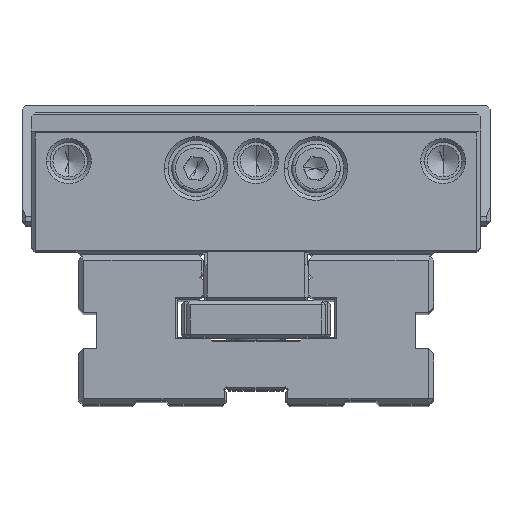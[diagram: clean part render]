
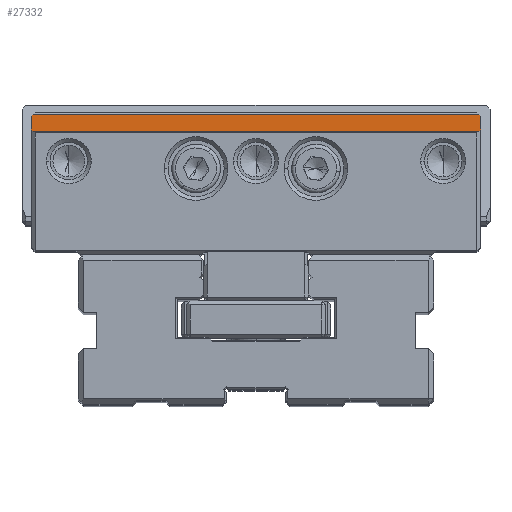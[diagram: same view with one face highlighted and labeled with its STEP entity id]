
A CAD part, top view. The second image highlights one B-rep face of the part: STEP entity #27332.
In plain terms, the highlighted face is planar.
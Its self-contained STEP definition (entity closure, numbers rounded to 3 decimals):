
#2511 = VERTEX_POINT ( 'NONE', #10028 ) ;
#2512 = VERTEX_POINT ( 'NONE', #10027 ) ;
#2542 = VERTEX_POINT ( 'NONE', #9990 ) ;
#2548 = VERTEX_POINT ( 'NONE', #9984 ) ;
#7743 = EDGE_LOOP ( 'NONE', ( #30506, #30507, #30508, #30509, #30510, #30511 ) ) ;
#9984 = CARTESIAN_POINT ( 'NONE',  ( 59.5, 41.5, -72. ) ) ;
#9990 = CARTESIAN_POINT ( 'NONE',  ( -59.5, 41.5, -72. ) ) ;
#10027 = CARTESIAN_POINT ( 'NONE',  ( -60., 37., -72. ) ) ;
#10028 = CARTESIAN_POINT ( 'NONE',  ( -60., 41., -72. ) ) ;
#12208 = EDGE_CURVE ( 'NONE', #13771, #13772, #18382, .T. ) ;
#12243 = EDGE_CURVE ( 'NONE', #2511, #2512, #18451, .T. ) ;
#13771 = VERTEX_POINT ( 'NONE', #16843 ) ;
#13772 = VERTEX_POINT ( 'NONE', #16832 ) ;
#16180 = CARTESIAN_POINT ( 'NONE',  ( 60., 42., -72. ) ) ;
#16196 = DIRECTION ( 'NONE',  ( 0., -1., 0. ) ) ;
#16396 = CARTESIAN_POINT ( 'NONE',  ( -60., 42., -72. ) ) ;
#16398 = DIRECTION ( 'NONE',  ( 0., -1., 0. ) ) ;
#16832 = CARTESIAN_POINT ( 'NONE',  ( 60., 37., -72. ) ) ;
#16843 = CARTESIAN_POINT ( 'NONE',  ( 60., 41., -72. ) ) ;
#18382 = LINE ( 'NONE', #16180, #18391 ) ;
#18391 = VECTOR ( 'NONE', #16196, 1000. ) ;
#18451 = LINE ( 'NONE', #16396, #18454 ) ;
#18454 = VECTOR ( 'NONE', #16398, 1000. ) ;
#21600 = FACE_OUTER_BOUND ( 'NONE', #7743, .T. ) ;
#27332 = ADVANCED_FACE ( 'NONE', ( #21600 ), #27578, .F. ) ;
#27578 = PLANE ( 'NONE',  #34683 ) ;
#27579 = CARTESIAN_POINT ( 'NONE',  ( -60., 42., -72. ) ) ;
#27584 = DIRECTION ( 'NONE',  ( 0., 0., 1. ) ) ;
#27585 = DIRECTION ( 'NONE',  ( 1., 0., 0. ) ) ;
#28166 = CARTESIAN_POINT ( 'NONE',  ( -60., 37., -72. ) ) ;
#28167 = DIRECTION ( 'NONE',  ( 1., 0., 0. ) ) ;
#28168 = CARTESIAN_POINT ( 'NONE',  ( -59., 42., -72. ) ) ;
#28169 = DIRECTION ( 'NONE',  ( 0.707, 0.707, 0. ) ) ;
#28170 = CARTESIAN_POINT ( 'NONE',  ( 60., 41.5, -72. ) ) ;
#28171 = DIRECTION ( 'NONE',  ( 1., 0., 0. ) ) ;
#28172 = CARTESIAN_POINT ( 'NONE',  ( 60., 41., -72. ) ) ;
#28173 = DIRECTION ( 'NONE',  ( 0.707, -0.707, 0. ) ) ;
#28508 = LINE ( 'NONE', #28166, #28511 ) ;
#28510 = LINE ( 'NONE', #28168, #28513 ) ;
#28511 = VECTOR ( 'NONE', #28167, 1000. ) ;
#28512 = LINE ( 'NONE', #28170, #28515 ) ;
#28513 = VECTOR ( 'NONE', #28169, 1000. ) ;
#28514 = LINE ( 'NONE', #28172, #28517 ) ;
#28515 = VECTOR ( 'NONE', #28171, 1000. ) ;
#28517 = VECTOR ( 'NONE', #28173, 1000. ) ;
#30506 = ORIENTED_EDGE ( 'NONE', *, *, #12243, .F. ) ;
#30507 = ORIENTED_EDGE ( 'NONE', *, *, #34940, .T. ) ;
#30508 = ORIENTED_EDGE ( 'NONE', *, *, #34941, .T. ) ;
#30509 = ORIENTED_EDGE ( 'NONE', *, *, #34942, .T. ) ;
#30510 = ORIENTED_EDGE ( 'NONE', *, *, #12208, .T. ) ;
#30511 = ORIENTED_EDGE ( 'NONE', *, *, #34939, .F. ) ;
#34683 = AXIS2_PLACEMENT_3D ( 'NONE', #27579, #27584, #27585 ) ;
#34939 = EDGE_CURVE ( 'NONE', #2512, #13772, #28508, .T. ) ;
#34940 = EDGE_CURVE ( 'NONE', #2511, #2542, #28510, .T. ) ;
#34941 = EDGE_CURVE ( 'NONE', #2542, #2548, #28512, .T. ) ;
#34942 = EDGE_CURVE ( 'NONE', #2548, #13771, #28514, .T. ) ;
